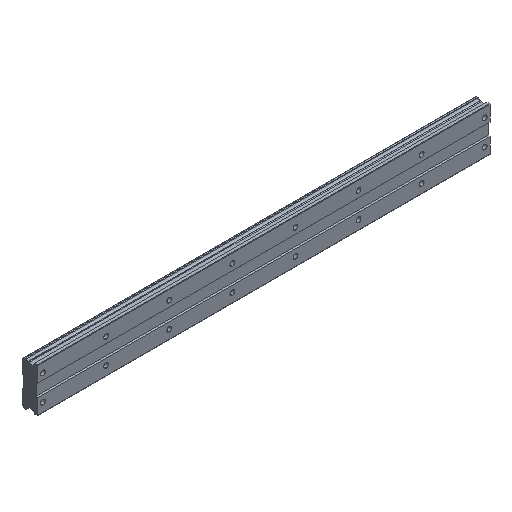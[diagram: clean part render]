
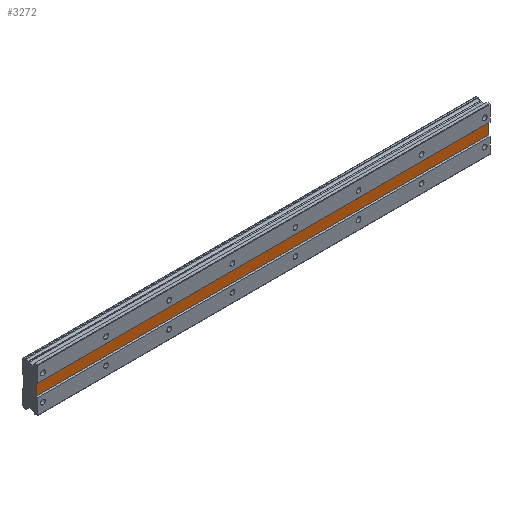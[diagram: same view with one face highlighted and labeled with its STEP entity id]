
A CAD part, isometric view. The second image highlights one B-rep face of the part: STEP entity #3272.
In plain terms, the highlighted planar face has unit normal (0, -1, 0).
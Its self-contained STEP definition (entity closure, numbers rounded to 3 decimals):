
#25 = VECTOR ( 'NONE', #2404, 1000. ) ;
#105 = CARTESIAN_POINT ( 'NONE',  ( -5., 1., -5. ) ) ;
#354 = CARTESIAN_POINT ( 'NONE',  ( -5., 1., 20.827 ) ) ;
#411 = CARTESIAN_POINT ( 'NONE',  ( 425., 1., 5. ) ) ;
#760 = CARTESIAN_POINT ( 'NONE',  ( 425., 1., -5. ) ) ;
#804 = ORIENTED_EDGE ( 'NONE', *, *, #859, .F. ) ;
#859 = EDGE_CURVE ( 'NONE', #2267, #1859, #3415, .T. ) ;
#866 = CARTESIAN_POINT ( 'NONE',  ( 425., 1., 5. ) ) ;
#881 = DIRECTION ( 'NONE',  ( 1., 0., 0. ) ) ;
#905 = VERTEX_POINT ( 'NONE', #760 ) ;
#973 = FACE_OUTER_BOUND ( 'NONE', #1184, .T. ) ;
#1184 = EDGE_LOOP ( 'NONE', ( #2108, #3323, #804, #3234 ) ) ;
#1459 = DIRECTION ( 'NONE',  ( 0., 0., 1. ) ) ;
#1603 = AXIS2_PLACEMENT_3D ( 'NONE', #3172, #3450, #1459 ) ;
#1649 = EDGE_CURVE ( 'NONE', #2267, #2980, #2910, .T. ) ;
#1793 = VECTOR ( 'NONE', #881, 1000. ) ;
#1804 = EDGE_CURVE ( 'NONE', #2980, #905, #3232, .T. ) ;
#1810 = PLANE ( 'NONE',  #1603 ) ;
#1859 = VERTEX_POINT ( 'NONE', #411 ) ;
#2108 = ORIENTED_EDGE ( 'NONE', *, *, #1804, .T. ) ;
#2161 = CARTESIAN_POINT ( 'NONE',  ( 425., 1., -5. ) ) ;
#2267 = VERTEX_POINT ( 'NONE', #3528 ) ;
#2404 = DIRECTION ( 'NONE',  ( 0., 0., -1. ) ) ;
#2421 = CARTESIAN_POINT ( 'NONE',  ( 425., 1., 20.827 ) ) ;
#2560 = VECTOR ( 'NONE', #2996, 1000. ) ;
#2749 = LINE ( 'NONE', #2421, #25 ) ;
#2910 = LINE ( 'NONE', #354, #3102 ) ;
#2980 = VERTEX_POINT ( 'NONE', #105 ) ;
#2996 = DIRECTION ( 'NONE',  ( 1., 0., 0. ) ) ;
#3102 = VECTOR ( 'NONE', #3184, 1000. ) ;
#3172 = CARTESIAN_POINT ( 'NONE',  ( 425., 1., 5. ) ) ;
#3184 = DIRECTION ( 'NONE',  ( 0., 0., -1. ) ) ;
#3232 = LINE ( 'NONE', #2161, #2560 ) ;
#3234 = ORIENTED_EDGE ( 'NONE', *, *, #1649, .T. ) ;
#3272 = ADVANCED_FACE ( 'NONE', ( #973 ), #1810, .F. ) ;
#3323 = ORIENTED_EDGE ( 'NONE', *, *, #3358, .F. ) ;
#3358 = EDGE_CURVE ( 'NONE', #1859, #905, #2749, .T. ) ;
#3415 = LINE ( 'NONE', #866, #1793 ) ;
#3450 = DIRECTION ( 'NONE',  ( 0., 1., 0. ) ) ;
#3528 = CARTESIAN_POINT ( 'NONE',  ( -5., 1., 5. ) ) ;
